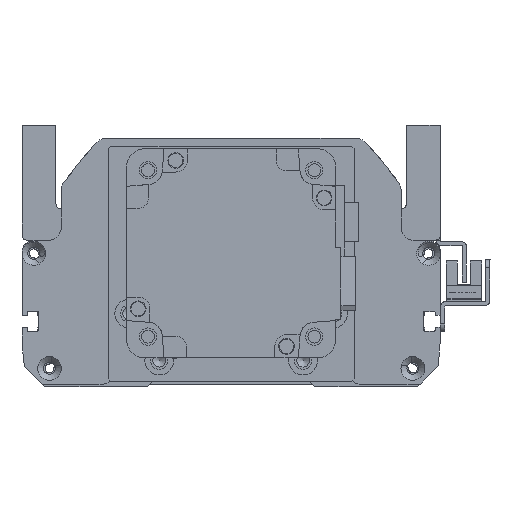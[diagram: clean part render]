
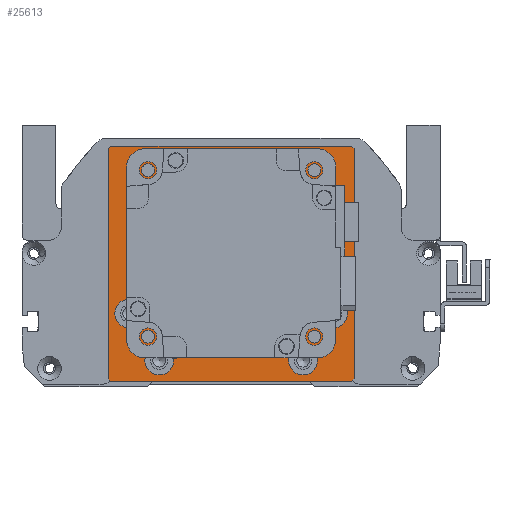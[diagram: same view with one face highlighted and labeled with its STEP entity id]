
A CAD part, front view. The second image highlights one B-rep face of the part: STEP entity #25613.
In plain terms, the highlighted face is planar.
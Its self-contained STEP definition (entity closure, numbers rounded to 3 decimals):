
#1380=FACE_BOUND('',#5403,.T.);
#1381=FACE_BOUND('',#5404,.T.);
#1382=FACE_BOUND('',#5405,.T.);
#1383=FACE_BOUND('',#5406,.T.);
#1384=FACE_BOUND('',#5407,.T.);
#1385=FACE_BOUND('',#5408,.T.);
#1386=FACE_BOUND('',#5409,.T.);
#1387=FACE_BOUND('',#5410,.T.);
#1388=FACE_BOUND('',#5411,.T.);
#1954=PLANE('',#28410);
#3840=FACE_OUTER_BOUND('',#5402,.T.);
#5402=EDGE_LOOP('',(#23636,#23637,#23638,#23639,#23640,#23641,#23642,#23643));
#5403=EDGE_LOOP('',(#23644));
#5404=EDGE_LOOP('',(#23645));
#5405=EDGE_LOOP('',(#23646));
#5406=EDGE_LOOP('',(#23647));
#5407=EDGE_LOOP('',(#23648));
#5408=EDGE_LOOP('',(#23649));
#5409=EDGE_LOOP('',(#23650));
#5410=EDGE_LOOP('',(#23651));
#5411=EDGE_LOOP('',(#23652));
#7477=LINE('',#44987,#9588);
#7479=LINE('',#44991,#9590);
#7482=LINE('',#44997,#9593);
#7483=LINE('',#44999,#9594);
#7484=LINE('',#45001,#9595);
#7485=LINE('',#45003,#9596);
#7486=LINE('',#45005,#9597);
#7487=LINE('',#45006,#9598);
#9588=VECTOR('',#35214,10.);
#9590=VECTOR('',#35218,10.);
#9593=VECTOR('',#35223,10.);
#9594=VECTOR('',#35224,10.);
#9595=VECTOR('',#35225,10.);
#9596=VECTOR('',#35226,10.);
#9597=VECTOR('',#35227,10.);
#9598=VECTOR('',#35228,10.);
#10940=CIRCLE('',#28411,35.);
#10941=CIRCLE('',#28412,2.459);
#10942=CIRCLE('',#28413,2.459);
#10943=CIRCLE('',#28414,2.459);
#10944=CIRCLE('',#28415,2.459);
#10945=CIRCLE('',#28416,5.5);
#10946=CIRCLE('',#28417,5.5);
#10947=CIRCLE('',#28418,5.5);
#10948=CIRCLE('',#28419,5.5);
#13236=VERTEX_POINT('',#44984);
#13237=VERTEX_POINT('',#44986);
#13238=VERTEX_POINT('',#44990);
#13240=VERTEX_POINT('',#44996);
#13241=VERTEX_POINT('',#44998);
#13242=VERTEX_POINT('',#45000);
#13243=VERTEX_POINT('',#45002);
#13244=VERTEX_POINT('',#45004);
#13245=VERTEX_POINT('',#45007);
#13246=VERTEX_POINT('',#45009);
#13247=VERTEX_POINT('',#45011);
#13248=VERTEX_POINT('',#45013);
#13249=VERTEX_POINT('',#45015);
#13250=VERTEX_POINT('',#45017);
#13251=VERTEX_POINT('',#45019);
#13252=VERTEX_POINT('',#45021);
#13253=VERTEX_POINT('',#45023);
#16740=EDGE_CURVE('',#13236,#13237,#7477,.T.);
#16742=EDGE_CURVE('',#13238,#13237,#7479,.T.);
#16745=EDGE_CURVE('',#13236,#13240,#7482,.T.);
#16746=EDGE_CURVE('',#13241,#13240,#7483,.T.);
#16747=EDGE_CURVE('',#13241,#13242,#7484,.T.);
#16748=EDGE_CURVE('',#13243,#13242,#7485,.T.);
#16749=EDGE_CURVE('',#13243,#13244,#7486,.T.);
#16750=EDGE_CURVE('',#13238,#13244,#7487,.T.);
#16751=EDGE_CURVE('',#13245,#13245,#10940,.T.);
#16752=EDGE_CURVE('',#13246,#13246,#10941,.T.);
#16753=EDGE_CURVE('',#13247,#13247,#10942,.T.);
#16754=EDGE_CURVE('',#13248,#13248,#10943,.T.);
#16755=EDGE_CURVE('',#13249,#13249,#10944,.T.);
#16756=EDGE_CURVE('',#13250,#13250,#10945,.T.);
#16757=EDGE_CURVE('',#13251,#13251,#10946,.T.);
#16758=EDGE_CURVE('',#13252,#13252,#10947,.T.);
#16759=EDGE_CURVE('',#13253,#13253,#10948,.T.);
#23636=ORIENTED_EDGE('',*,*,#16740,.F.);
#23637=ORIENTED_EDGE('',*,*,#16745,.T.);
#23638=ORIENTED_EDGE('',*,*,#16746,.F.);
#23639=ORIENTED_EDGE('',*,*,#16747,.T.);
#23640=ORIENTED_EDGE('',*,*,#16748,.F.);
#23641=ORIENTED_EDGE('',*,*,#16749,.T.);
#23642=ORIENTED_EDGE('',*,*,#16750,.F.);
#23643=ORIENTED_EDGE('',*,*,#16742,.T.);
#23644=ORIENTED_EDGE('',*,*,#16751,.T.);
#23645=ORIENTED_EDGE('',*,*,#16752,.T.);
#23646=ORIENTED_EDGE('',*,*,#16753,.T.);
#23647=ORIENTED_EDGE('',*,*,#16754,.T.);
#23648=ORIENTED_EDGE('',*,*,#16755,.T.);
#23649=ORIENTED_EDGE('',*,*,#16756,.T.);
#23650=ORIENTED_EDGE('',*,*,#16757,.T.);
#23651=ORIENTED_EDGE('',*,*,#16758,.T.);
#23652=ORIENTED_EDGE('',*,*,#16759,.T.);
#25613=ADVANCED_FACE('',(#3840,#1380,#1381,#1382,#1383,#1384,#1385,#1386,
#1387,#1388),#1954,.T.);
#28410=AXIS2_PLACEMENT_3D('',#44995,#35221,#35222);
#28411=AXIS2_PLACEMENT_3D('',#45008,#35229,#35230);
#28412=AXIS2_PLACEMENT_3D('',#45010,#35231,#35232);
#28413=AXIS2_PLACEMENT_3D('',#45012,#35233,#35234);
#28414=AXIS2_PLACEMENT_3D('',#45014,#35235,#35236);
#28415=AXIS2_PLACEMENT_3D('',#45016,#35237,#35238);
#28416=AXIS2_PLACEMENT_3D('',#45018,#35239,#35240);
#28417=AXIS2_PLACEMENT_3D('',#45020,#35241,#35242);
#28418=AXIS2_PLACEMENT_3D('',#45022,#35243,#35244);
#28419=AXIS2_PLACEMENT_3D('',#45024,#35245,#35246);
#35214=DIRECTION('',(0.707,0.707,0.));
#35218=DIRECTION('',(-1.,0.,0.));
#35221=DIRECTION('center_axis',(0.,0.,1.));
#35222=DIRECTION('ref_axis',(1.,0.,0.));
#35223=DIRECTION('',(0.,-1.,0.));
#35224=DIRECTION('',(-0.707,0.707,0.));
#35225=DIRECTION('',(1.,0.,0.));
#35226=DIRECTION('',(-0.707,-0.707,0.));
#35227=DIRECTION('',(0.,1.,0.));
#35228=DIRECTION('',(0.707,-0.707,0.));
#35229=DIRECTION('center_axis',(0.,0.,-1.));
#35230=DIRECTION('ref_axis',(1.,0.,0.));
#35231=DIRECTION('center_axis',(0.,0.,-1.));
#35232=DIRECTION('ref_axis',(1.,0.,0.));
#35233=DIRECTION('center_axis',(0.,0.,-1.));
#35234=DIRECTION('ref_axis',(1.,0.,0.));
#35235=DIRECTION('center_axis',(0.,0.,-1.));
#35236=DIRECTION('ref_axis',(1.,0.,0.));
#35237=DIRECTION('center_axis',(0.,0.,-1.));
#35238=DIRECTION('ref_axis',(1.,0.,0.));
#35239=DIRECTION('center_axis',(0.,0.,-1.));
#35240=DIRECTION('ref_axis',(1.,0.,0.));
#35241=DIRECTION('center_axis',(0.,0.,-1.));
#35242=DIRECTION('ref_axis',(1.,0.,0.));
#35243=DIRECTION('center_axis',(0.,0.,-1.));
#35244=DIRECTION('ref_axis',(1.,0.,0.));
#35245=DIRECTION('center_axis',(0.,0.,-1.));
#35246=DIRECTION('ref_axis',(1.,0.,0.));
#44984=CARTESIAN_POINT('',(-47.,44.5,76.));
#44986=CARTESIAN_POINT('',(-46.,45.5,76.));
#44987=CARTESIAN_POINT('',(-46.125,45.375,76.));
#44990=CARTESIAN_POINT('',(46.,45.5,76.));
#44991=CARTESIAN_POINT('',(47.,45.5,76.));
#44995=CARTESIAN_POINT('Origin',(0.,0.,
76.));
#44996=CARTESIAN_POINT('',(-47.,-43.5,76.));
#44997=CARTESIAN_POINT('',(-47.,44.5,76.));
#44998=CARTESIAN_POINT('',(-46.,-44.5,76.));
#44999=CARTESIAN_POINT('',(-45.875,-44.625,76.));
#45000=CARTESIAN_POINT('',(46.,-44.5,76.));
#45001=CARTESIAN_POINT('',(-47.,-44.5,76.));
#45002=CARTESIAN_POINT('',(47.,-43.5,76.));
#45003=CARTESIAN_POINT('',(45.875,-44.625,76.));
#45004=CARTESIAN_POINT('',(47.,44.5,76.));
#45005=CARTESIAN_POINT('',(47.,-44.5,76.));
#45006=CARTESIAN_POINT('',(46.125,45.375,76.));
#45007=CARTESIAN_POINT('',(-35.,4.5,76.));
#45008=CARTESIAN_POINT('Origin',(0.,4.5,76.));
#45009=CARTESIAN_POINT('',(29.361,-27.32,76.));
#45010=CARTESIAN_POINT('Origin',(31.82,-27.32,76.));
#45011=CARTESIAN_POINT('',(29.361,36.32,76.));
#45012=CARTESIAN_POINT('Origin',(31.82,36.32,76.));
#45013=CARTESIAN_POINT('',(-34.278,36.32,76.));
#45014=CARTESIAN_POINT('Origin',(-31.82,36.32,76.));
#45015=CARTESIAN_POINT('',(-34.278,-27.32,76.));
#45016=CARTESIAN_POINT('Origin',(-31.82,-27.32,76.));
#45017=CARTESIAN_POINT('',(-44.5,-18.5,76.));
#45018=CARTESIAN_POINT('Origin',(-39.,-18.5,76.));
#45019=CARTESIAN_POINT('',(33.5,-18.5,76.));
#45020=CARTESIAN_POINT('Origin',(39.,-18.5,76.));
#45021=CARTESIAN_POINT('',(22.,-36.5,76.));
#45022=CARTESIAN_POINT('Origin',(27.5,-36.5,76.));
#45023=CARTESIAN_POINT('',(-33.,-36.5,76.));
#45024=CARTESIAN_POINT('Origin',(-27.5,-36.5,76.));
